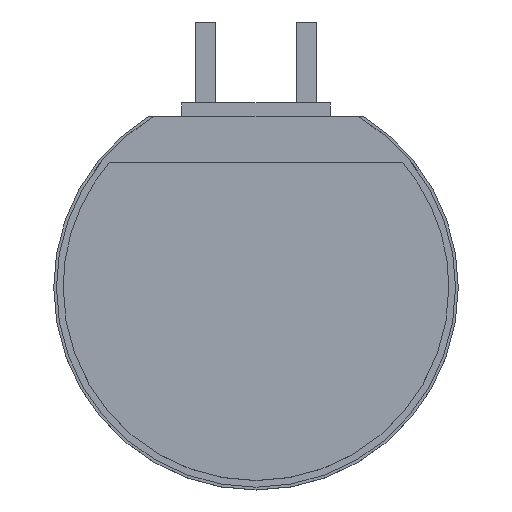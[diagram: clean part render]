
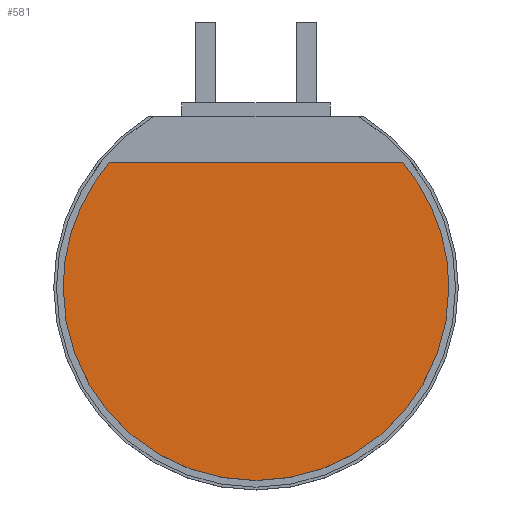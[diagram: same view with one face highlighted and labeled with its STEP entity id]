
A CAD part, top view. The second image highlights one B-rep face of the part: STEP entity #581.
In plain terms, the highlighted planar face has unit normal (0, 0, 1).
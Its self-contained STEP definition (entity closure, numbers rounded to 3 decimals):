
#31 = AXIS2_PLACEMENT_3D ( 'NONE', #810, #991, #1058 ) ;
#63 = EDGE_LOOP ( 'NONE', ( #170, #100, #339, #989 ) ) ;
#84 = AXIS2_PLACEMENT_3D ( 'NONE', #259, #347, #521 ) ;
#100 = ORIENTED_EDGE ( 'NONE', *, *, #1048, .T. ) ;
#114 = CARTESIAN_POINT ( 'NONE',  ( -0.397, 43.509, 6.35 ) ) ;
#122 = PLANE ( 'NONE',  #964 ) ;
#136 = VERTEX_POINT ( 'NONE', #323 ) ;
#164 = CIRCLE ( 'NONE', #552, 14.3 ) ;
#170 = ORIENTED_EDGE ( 'NONE', *, *, #319, .T. ) ;
#186 = DIRECTION ( 'NONE',  ( -1., 0., 0. ) ) ;
#201 = VERTEX_POINT ( 'NONE', #576 ) ;
#232 = EDGE_CURVE ( 'NONE', #829, #937, #721, .T. ) ;
#259 = CARTESIAN_POINT ( 'NONE',  ( -14.697, 43.509, 6.35 ) ) ;
#319 = EDGE_CURVE ( 'NONE', #201, #136, #164, .T. ) ;
#323 = CARTESIAN_POINT ( 'NONE',  ( -28.997, 43.509, 6.35 ) ) ;
#333 = DIRECTION ( 'NONE',  ( 1., 0., 0. ) ) ;
#339 = ORIENTED_EDGE ( 'NONE', *, *, #232, .T. ) ;
#347 = DIRECTION ( 'NONE',  ( 0., 0., 1. ) ) ;
#376 = EDGE_CURVE ( 'NONE', #937, #201, #684, .T. ) ;
#386 = FACE_OUTER_BOUND ( 'NONE', #63, .T. ) ;
#441 = DIRECTION ( 'NONE',  ( 0., 0., -1. ) ) ;
#480 = VECTOR ( 'NONE', #186, 1000. ) ;
#521 = DIRECTION ( 'NONE',  ( 1., 0., 0. ) ) ;
#552 = AXIS2_PLACEMENT_3D ( 'NONE', #658, #659, #333 ) ;
#576 = CARTESIAN_POINT ( 'NONE',  ( -25.56, 52.809, 6.35 ) ) ;
#581 = ADVANCED_FACE ( 'NONE', ( #386 ), #122, .F. ) ;
#583 = DIRECTION ( 'NONE',  ( -1., 0., 0. ) ) ;
#605 = CIRCLE ( 'NONE', #84, 14.3 ) ;
#658 = CARTESIAN_POINT ( 'NONE',  ( -14.697, 43.509, 6.35 ) ) ;
#659 = DIRECTION ( 'NONE',  ( 0., 0., 1. ) ) ;
#678 = CARTESIAN_POINT ( 'NONE',  ( -3.834, 52.809, 6.35 ) ) ;
#684 = LINE ( 'NONE', #678, #480 ) ;
#721 = CIRCLE ( 'NONE', #31, 14.3 ) ;
#810 = CARTESIAN_POINT ( 'NONE',  ( -14.697, 43.509, 6.35 ) ) ;
#829 = VERTEX_POINT ( 'NONE', #114 ) ;
#937 = VERTEX_POINT ( 'NONE', #1034 ) ;
#960 = CARTESIAN_POINT ( 'NONE',  ( -14.697, 43.509, 6.35 ) ) ;
#964 = AXIS2_PLACEMENT_3D ( 'NONE', #960, #441, #583 ) ;
#989 = ORIENTED_EDGE ( 'NONE', *, *, #376, .T. ) ;
#991 = DIRECTION ( 'NONE',  ( 0., 0., 1. ) ) ;
#1034 = CARTESIAN_POINT ( 'NONE',  ( -3.834, 52.809, 6.35 ) ) ;
#1048 = EDGE_CURVE ( 'NONE', #136, #829, #605, .T. ) ;
#1058 = DIRECTION ( 'NONE',  ( 1., 0., 0. ) ) ;
